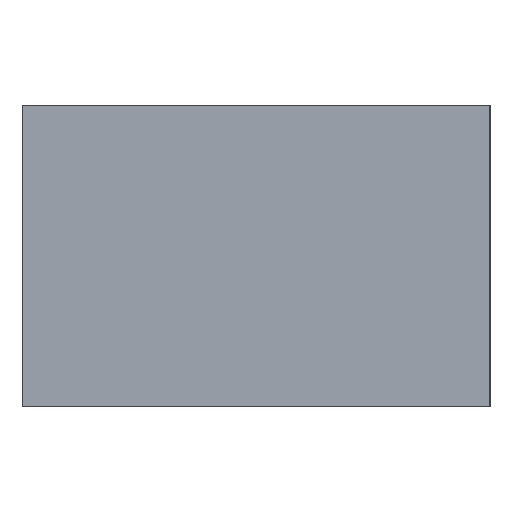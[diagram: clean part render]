
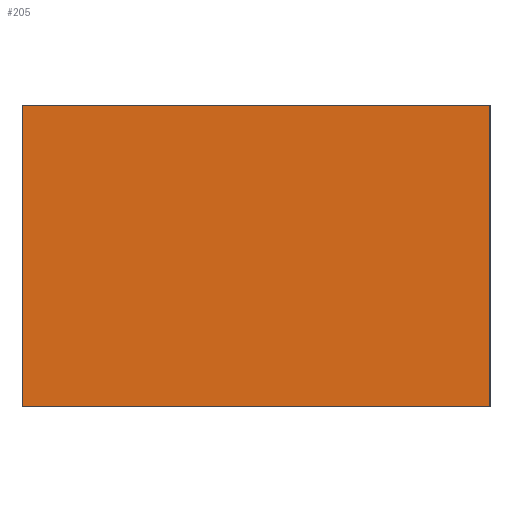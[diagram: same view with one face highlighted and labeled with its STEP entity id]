
A CAD part, left-side view. The second image highlights one B-rep face of the part: STEP entity #205.
In plain terms, the highlighted planar face has unit normal (-1, 0, 0).
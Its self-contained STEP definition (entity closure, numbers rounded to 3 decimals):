
#1 = EDGE_CURVE ( 'NONE', #9, #299, #246, .T. ) ;
#6 = LINE ( 'NONE', #10, #15 ) ;
#9 = VERTEX_POINT ( 'NONE', #73 ) ;
#10 = CARTESIAN_POINT ( 'NONE',  ( -26.7, -10.9, -7. ) ) ;
#12 = DIRECTION ( 'NONE',  ( 0., -1., 0. ) ) ;
#15 = VECTOR ( 'NONE', #12, 1000. ) ;
#23 = DIRECTION ( 'NONE',  ( 0., 0., -1. ) ) ;
#32 = DIRECTION ( 'NONE',  ( 0., 0., -1. ) ) ;
#53 = CARTESIAN_POINT ( 'NONE',  ( -26.7, -10.9, 7. ) ) ;
#73 = CARTESIAN_POINT ( 'NONE',  ( -26.7, -10.9, 7. ) ) ;
#92 = EDGE_CURVE ( 'NONE', #261, #115, #218, .T. ) ;
#100 = CARTESIAN_POINT ( 'NONE',  ( -26.7, 10.9, 7. ) ) ;
#110 = CARTESIAN_POINT ( 'NONE',  ( -26.7, 10.9, -7. ) ) ;
#115 = VERTEX_POINT ( 'NONE', #110 ) ;
#117 = ORIENTED_EDGE ( 'NONE', *, *, #1, .F. ) ;
#120 = CARTESIAN_POINT ( 'NONE',  ( -26.7, -10.9, 7. ) ) ;
#131 = DIRECTION ( 'NONE',  ( 0., 0., -1. ) ) ;
#147 = FACE_OUTER_BOUND ( 'NONE', #333, .T. ) ;
#156 = CARTESIAN_POINT ( 'NONE',  ( -26.7, 10.9, 7. ) ) ;
#157 = EDGE_CURVE ( 'NONE', #115, #299, #6, .T. ) ;
#165 = AXIS2_PLACEMENT_3D ( 'NONE', #120, #170, #32 ) ;
#166 = ORIENTED_EDGE ( 'NONE', *, *, #157, .T. ) ;
#170 = DIRECTION ( 'NONE',  ( 1., 0., 0. ) ) ;
#184 = CARTESIAN_POINT ( 'NONE',  ( -26.7, -10.9, -7. ) ) ;
#190 = VECTOR ( 'NONE', #23, 1000. ) ;
#192 = CARTESIAN_POINT ( 'NONE',  ( -26.7, -10.9, 7. ) ) ;
#194 = ORIENTED_EDGE ( 'NONE', *, *, #242, .F. ) ;
#205 = ADVANCED_FACE ( 'NONE', ( #147 ), #315, .F. ) ;
#218 = LINE ( 'NONE', #156, #286 ) ;
#242 = EDGE_CURVE ( 'NONE', #261, #9, #320, .T. ) ;
#246 = LINE ( 'NONE', #53, #190 ) ;
#247 = DIRECTION ( 'NONE',  ( 0., -1., 0. ) ) ;
#252 = VECTOR ( 'NONE', #247, 1000. ) ;
#261 = VERTEX_POINT ( 'NONE', #100 ) ;
#286 = VECTOR ( 'NONE', #131, 1000. ) ;
#299 = VERTEX_POINT ( 'NONE', #184 ) ;
#313 = ORIENTED_EDGE ( 'NONE', *, *, #92, .T. ) ;
#315 = PLANE ( 'NONE',  #165 ) ;
#320 = LINE ( 'NONE', #192, #252 ) ;
#333 = EDGE_LOOP ( 'NONE', ( #166, #117, #194, #313 ) ) ;
